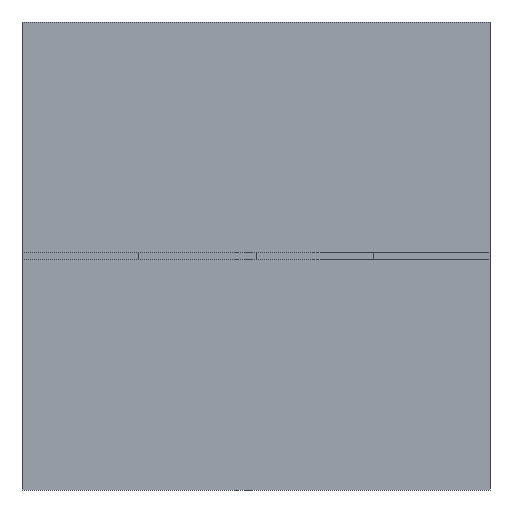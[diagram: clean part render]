
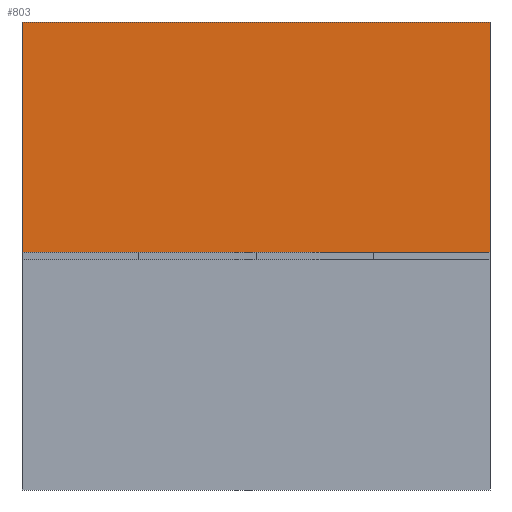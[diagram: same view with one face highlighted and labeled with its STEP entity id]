
A CAD part, front view. The second image highlights one B-rep face of the part: STEP entity #803.
In plain terms, the highlighted planar face has unit normal (0, -1, 0).
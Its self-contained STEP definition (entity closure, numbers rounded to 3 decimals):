
#91 = VECTOR ( 'NONE', #567, 1000. ) ;
#98 = ORIENTED_EDGE ( 'NONE', *, *, #560, .T. ) ;
#143 = VERTEX_POINT ( 'NONE', #902 ) ;
#199 = DIRECTION ( 'NONE',  ( 0., 0., 1. ) ) ;
#300 = EDGE_CURVE ( 'NONE', #322, #1108, #666, .T. ) ;
#317 = DIRECTION ( 'NONE',  ( 0., 1., 0. ) ) ;
#322 = VERTEX_POINT ( 'NONE', #1238 ) ;
#338 = CARTESIAN_POINT ( 'NONE',  ( 0., -3.5, 0. ) ) ;
#407 = CARTESIAN_POINT ( 'NONE',  ( 100., -3.5, 0. ) ) ;
#484 = ORIENTED_EDGE ( 'NONE', *, *, #1215, .T. ) ;
#522 = CARTESIAN_POINT ( 'NONE',  ( 100., -3.5, 0. ) ) ;
#560 = EDGE_CURVE ( 'NONE', #1197, #143, #634, .T. ) ;
#567 = DIRECTION ( 'NONE',  ( -1., 0., 0. ) ) ;
#592 = VECTOR ( 'NONE', #721, 1000. ) ;
#634 = LINE ( 'NONE', #957, #91 ) ;
#640 = EDGE_LOOP ( 'NONE', ( #484, #928, #831, #98 ) ) ;
#666 = LINE ( 'NONE', #1252, #805 ) ;
#677 = DIRECTION ( 'NONE',  ( -1., 0., 0. ) ) ;
#691 = PLANE ( 'NONE',  #1150 ) ;
#721 = DIRECTION ( 'NONE',  ( 0., 0., -1. ) ) ;
#725 = LINE ( 'NONE', #338, #592 ) ;
#730 = CARTESIAN_POINT ( 'NONE',  ( 100., -3.5, 50. ) ) ;
#803 = ADVANCED_FACE ( 'NONE', ( #1009 ), #691, .F. ) ;
#805 = VECTOR ( 'NONE', #677, 1000. ) ;
#831 = ORIENTED_EDGE ( 'NONE', *, *, #919, .F. ) ;
#902 = CARTESIAN_POINT ( 'NONE',  ( 0., -3.5, 50. ) ) ;
#919 = EDGE_CURVE ( 'NONE', #1197, #322, #941, .T. ) ;
#928 = ORIENTED_EDGE ( 'NONE', *, *, #300, .F. ) ;
#941 = LINE ( 'NONE', #522, #1085 ) ;
#957 = CARTESIAN_POINT ( 'NONE',  ( 100., -3.5, 50. ) ) ;
#985 = CARTESIAN_POINT ( 'NONE',  ( 0., -3.5, 0.75 ) ) ;
#1009 = FACE_OUTER_BOUND ( 'NONE', #640, .T. ) ;
#1018 = DIRECTION ( 'NONE',  ( 0., 0., -1. ) ) ;
#1085 = VECTOR ( 'NONE', #1018, 1000. ) ;
#1108 = VERTEX_POINT ( 'NONE', #985 ) ;
#1150 = AXIS2_PLACEMENT_3D ( 'NONE', #407, #317, #199 ) ;
#1197 = VERTEX_POINT ( 'NONE', #730 ) ;
#1215 = EDGE_CURVE ( 'NONE', #143, #1108, #725, .T. ) ;
#1238 = CARTESIAN_POINT ( 'NONE',  ( 100., -3.5, 0.75 ) ) ;
#1252 = CARTESIAN_POINT ( 'NONE',  ( 100., -3.5, 0.75 ) ) ;
